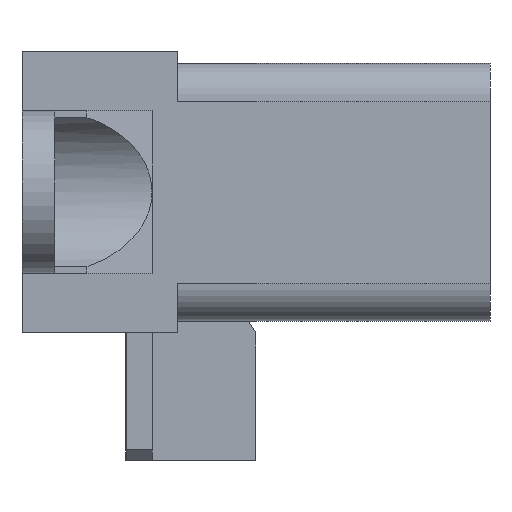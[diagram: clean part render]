
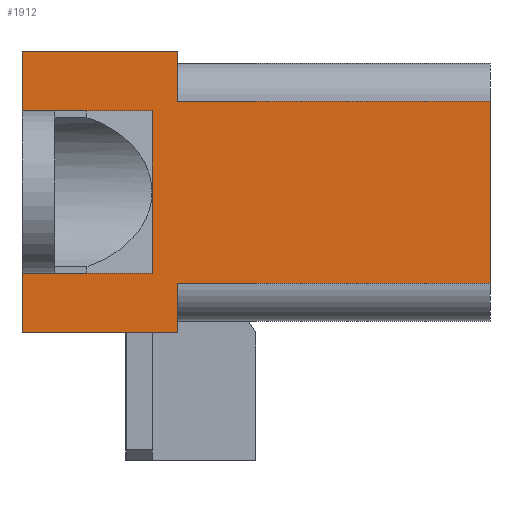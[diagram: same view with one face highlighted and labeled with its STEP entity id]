
A CAD part, front view. The second image highlights one B-rep face of the part: STEP entity #1912.
In plain terms, the highlighted face is planar.
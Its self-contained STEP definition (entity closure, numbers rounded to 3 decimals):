
#169=FACE_OUTER_BOUND('',#274,.T.);
#274=EDGE_LOOP('',(#1546,#1547,#1548,#1549,#1550,#1551,#1552,#1553,#1554,
#1555,#1556,#1557,#1558));
#397=LINE('',#2874,#626);
#409=LINE('',#2897,#638);
#417=LINE('',#2912,#646);
#420=LINE('',#2919,#649);
#449=LINE('',#2993,#678);
#452=LINE('',#2998,#681);
#460=LINE('',#3027,#689);
#461=LINE('',#3030,#690);
#467=LINE('',#3044,#696);
#468=LINE('',#3046,#697);
#469=LINE('',#3048,#698);
#470=LINE('',#3050,#699);
#471=LINE('',#3051,#700);
#626=VECTOR('',#2322,10.);
#638=VECTOR('',#2342,10.);
#646=VECTOR('',#2352,10.);
#649=VECTOR('',#2357,10.);
#678=VECTOR('',#2422,10.);
#681=VECTOR('',#2427,10.);
#689=VECTOR('',#2461,10.);
#690=VECTOR('',#2466,10.);
#696=VECTOR('',#2486,10.);
#697=VECTOR('',#2487,10.);
#698=VECTOR('',#2488,10.);
#699=VECTOR('',#2489,10.);
#700=VECTOR('',#2490,10.);
#841=VERTEX_POINT('',#2871);
#842=VERTEX_POINT('',#2873);
#847=VERTEX_POINT('',#2893);
#849=VERTEX_POINT('',#2896);
#855=VERTEX_POINT('',#2911);
#858=VERTEX_POINT('',#2917);
#884=VERTEX_POINT('',#2990);
#885=VERTEX_POINT('',#2992);
#886=VERTEX_POINT('',#2996);
#895=VERTEX_POINT('',#3043);
#896=VERTEX_POINT('',#3045);
#897=VERTEX_POINT('',#3047);
#898=VERTEX_POINT('',#3049);
#1049=EDGE_CURVE('',#842,#841,#397,.T.);
#1061=EDGE_CURVE('',#847,#849,#409,.T.);
#1069=EDGE_CURVE('',#842,#855,#417,.T.);
#1073=EDGE_CURVE('',#858,#847,#420,.T.);
#1108=EDGE_CURVE('',#885,#884,#449,.T.);
#1111=EDGE_CURVE('',#884,#886,#452,.T.);
#1128=EDGE_CURVE('',#886,#855,#460,.T.);
#1129=EDGE_CURVE('',#858,#885,#461,.T.);
#1135=EDGE_CURVE('',#895,#841,#467,.T.);
#1136=EDGE_CURVE('',#896,#895,#468,.T.);
#1137=EDGE_CURVE('',#897,#896,#469,.T.);
#1138=EDGE_CURVE('',#898,#897,#470,.T.);
#1139=EDGE_CURVE('',#849,#898,#471,.T.);
#1546=ORIENTED_EDGE('',*,*,#1049,.T.);
#1547=ORIENTED_EDGE('',*,*,#1135,.F.);
#1548=ORIENTED_EDGE('',*,*,#1136,.F.);
#1549=ORIENTED_EDGE('',*,*,#1137,.F.);
#1550=ORIENTED_EDGE('',*,*,#1138,.F.);
#1551=ORIENTED_EDGE('',*,*,#1139,.F.);
#1552=ORIENTED_EDGE('',*,*,#1061,.F.);
#1553=ORIENTED_EDGE('',*,*,#1073,.F.);
#1554=ORIENTED_EDGE('',*,*,#1129,.T.);
#1555=ORIENTED_EDGE('',*,*,#1108,.T.);
#1556=ORIENTED_EDGE('',*,*,#1111,.T.);
#1557=ORIENTED_EDGE('',*,*,#1128,.T.);
#1558=ORIENTED_EDGE('',*,*,#1069,.F.);
#1820=PLANE('',#2081);
#1912=ADVANCED_FACE('',(#169),#1820,.T.);
#2081=AXIS2_PLACEMENT_3D('',#3042,#2484,#2485);
#2322=DIRECTION('',(1.,0.,0.));
#2342=DIRECTION('',(1.,0.,0.));
#2352=DIRECTION('',(0.,0.,-1.));
#2357=DIRECTION('',(0.,0.,-1.));
#2422=DIRECTION('',(0.,0.,1.));
#2427=DIRECTION('',(0.,0.,1.));
#2461=DIRECTION('',(-1.,0.,0.));
#2466=DIRECTION('',(1.,0.,0.));
#2484=DIRECTION('center_axis',(0.,1.,0.));
#2485=DIRECTION('ref_axis',(0.,0.,1.));
#2486=DIRECTION('',(0.,0.,1.));
#2487=DIRECTION('',(-1.,0.,0.));
#2488=DIRECTION('',(0.,0.,1.));
#2489=DIRECTION('',(1.,0.,0.));
#2490=DIRECTION('',(0.,0.,1.));
#2871=CARTESIAN_POINT('',(7.2,14.75,6.5));
#2873=CARTESIAN_POINT('',(0.,14.75,6.5));
#2874=CARTESIAN_POINT('',(0.,14.75,6.5));
#2893=CARTESIAN_POINT('',(0.,14.75,-6.5));
#2896=CARTESIAN_POINT('',(7.2,14.75,-6.5));
#2897=CARTESIAN_POINT('',(0.,14.75,-6.5));
#2911=CARTESIAN_POINT('',(0.,14.75,3.75));
#2912=CARTESIAN_POINT('',(0.,14.75,6.5));
#2917=CARTESIAN_POINT('',(0.,14.75,-3.75));
#2919=CARTESIAN_POINT('',(0.,14.75,6.5));
#2990=CARTESIAN_POINT('',(6.,14.75,0.));
#2992=CARTESIAN_POINT('',(6.,14.75,-3.75));
#2993=CARTESIAN_POINT('',(6.,14.75,-3.25));
#2996=CARTESIAN_POINT('',(6.,14.75,3.75));
#2998=CARTESIAN_POINT('',(6.,14.75,-3.25));
#3027=CARTESIAN_POINT('',(0.,14.75,3.75));
#3030=CARTESIAN_POINT('',(0.,14.75,-3.75));
#3042=CARTESIAN_POINT('Origin',(0.,14.75,-6.5));
#3043=CARTESIAN_POINT('',(7.2,14.75,4.2));
#3044=CARTESIAN_POINT('',(7.2,14.75,6.5));
#3045=CARTESIAN_POINT('',(21.6,14.75,4.2));
#3046=CARTESIAN_POINT('',(3.6,14.75,4.2));
#3047=CARTESIAN_POINT('',(21.6,14.75,-4.2));
#3048=CARTESIAN_POINT('',(21.6,14.75,5.95));
#3049=CARTESIAN_POINT('',(7.2,14.75,-4.2));
#3050=CARTESIAN_POINT('',(3.6,14.75,-4.2));
#3051=CARTESIAN_POINT('',(7.2,14.75,6.5));
